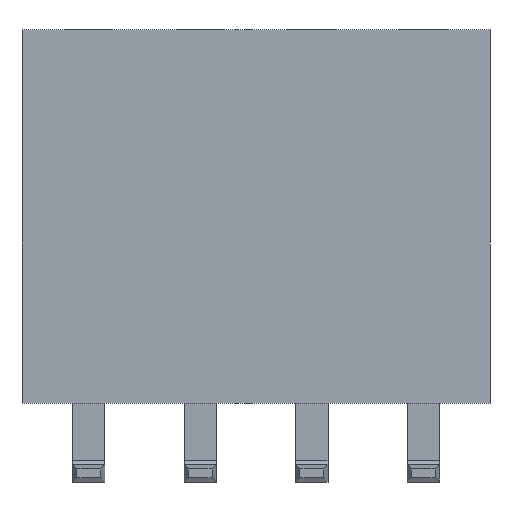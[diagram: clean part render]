
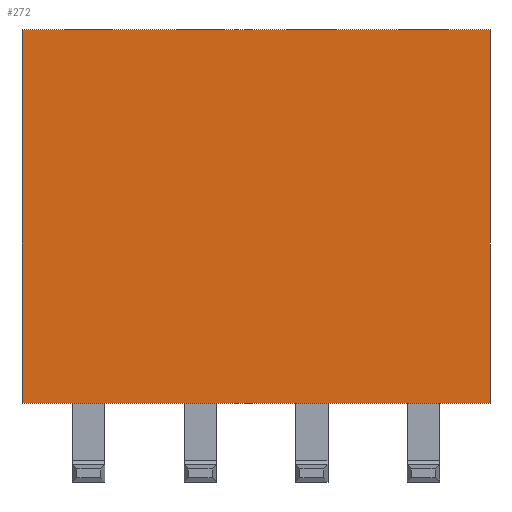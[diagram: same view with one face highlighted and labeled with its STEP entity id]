
A CAD part, front view. The second image highlights one B-rep face of the part: STEP entity #272.
In plain terms, the highlighted planar face has unit normal (0, -1, 0).
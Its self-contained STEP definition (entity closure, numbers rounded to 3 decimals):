
#272 = ADVANCED_FACE( '', ( #544 ), #545, .T. );
#544 = FACE_OUTER_BOUND( '', #834, .T. );
#545 = PLANE( '', #835 );
#834 = EDGE_LOOP( '', ( #1402, #1403, #1404, #1405 ) );
#835 = AXIS2_PLACEMENT_3D( '', #1406, #1407, #1408 );
#1402 = ORIENTED_EDGE( '', *, *, #1910, .T. );
#1403 = ORIENTED_EDGE( '', *, *, #1852, .T. );
#1404 = ORIENTED_EDGE( '', *, *, #1889, .T. );
#1405 = ORIENTED_EDGE( '', *, *, #1953, .T. );
#1406 = CARTESIAN_POINT( '', ( 0., -1.25, 0. ) );
#1407 = DIRECTION( '', ( 0., -1., 0. ) );
#1408 = DIRECTION( '', ( 0., 0., -1. ) );
#1852 = EDGE_CURVE( '', #2215, #2213, #2216, .T. );
#1889 = EDGE_CURVE( '', #2213, #2279, #2281, .T. );
#1910 = EDGE_CURVE( '', #2317, #2215, #2318, .T. );
#1953 = EDGE_CURVE( '', #2279, #2317, #2389, .T. );
#2213 = VERTEX_POINT( '', #2722 );
#2215 = VERTEX_POINT( '', #2725 );
#2216 = LINE( '', #2726, #2727 );
#2279 = VERTEX_POINT( '', #2827 );
#2281 = LINE( '', #2830, #2831 );
#2317 = VERTEX_POINT( '', #2884 );
#2318 = LINE( '', #2885, #2886 );
#2389 = LINE( '', #2994, #2995 );
#2722 = CARTESIAN_POINT( '', ( -5.33, -1.25, -4.25 ) );
#2725 = CARTESIAN_POINT( '', ( -5.33, -1.25, 4.25 ) );
#2726 = CARTESIAN_POINT( '', ( -5.33, -1.25, 4.25 ) );
#2727 = VECTOR( '', #3364, 1000. );
#2827 = CARTESIAN_POINT( '', ( 5.33, -1.25, -4.25 ) );
#2830 = CARTESIAN_POINT( '', ( -5.33, -1.25, -4.25 ) );
#2831 = VECTOR( '', #3393, 1000. );
#2884 = CARTESIAN_POINT( '', ( 5.33, -1.25, 4.25 ) );
#2885 = CARTESIAN_POINT( '', ( 5.33, -1.25, 4.25 ) );
#2886 = VECTOR( '', #3414, 1000. );
#2994 = CARTESIAN_POINT( '', ( 5.33, -1.25, -4.25 ) );
#2995 = VECTOR( '', #3456, 1000. );
#3364 = DIRECTION( '', ( 0., 0., -1. ) );
#3393 = DIRECTION( '', ( 1., 0., 0. ) );
#3414 = DIRECTION( '', ( -1., 0., 0. ) );
#3456 = DIRECTION( '', ( 0., 0., 1. ) );
